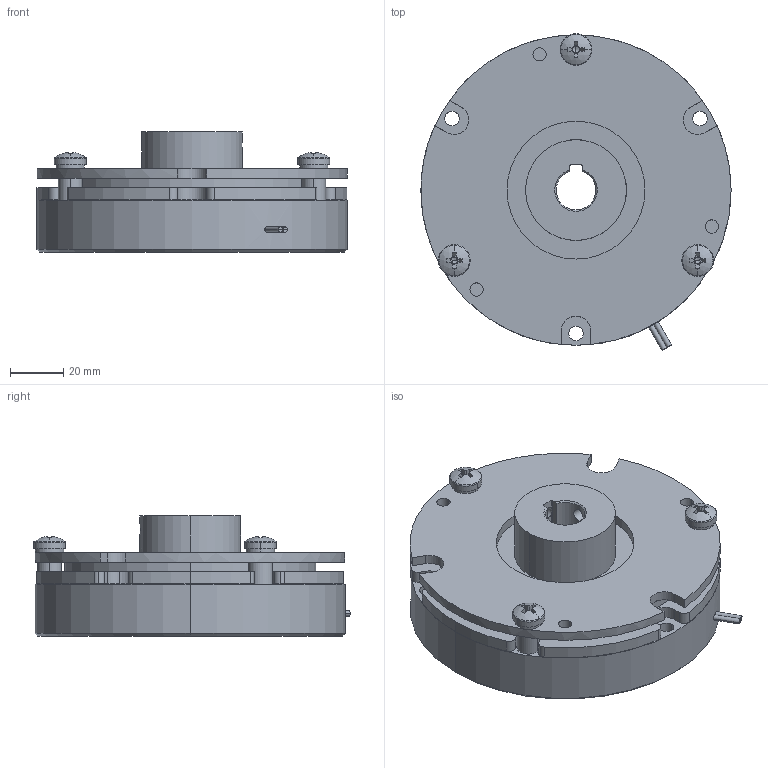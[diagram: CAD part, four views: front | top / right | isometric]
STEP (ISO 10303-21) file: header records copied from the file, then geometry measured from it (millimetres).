
FILE_DESCRIPTION (( 'STEP AP203' ), '1' );
FILE_NAME ('RNB 1.6ZG-N_23779300_乾式負作動電磁ブレーキ組立.STEP', '2016-07-15T01:30:59', ( ' ' ), ( '' ), 'SwSTEP 2.0', 'SolidWorks 2009', '' );
FILE_SCHEMA (( 'CONFIG_CONTROL_DESIGN' ));
Length unit declared in the file: millimetre
Products named in the file (1): RNB 1.6ZG-N_23779300_乾式負作動電磁ブレーキ組立
Bounding box: 117 x 119.37 x 45.3 mm (x, y, z)
Volume: 289370.5 mm3; surface area: 77544.3 mm2
Topology: 1 solids, 1 shells, 345 faces, 859 edges, 535 vertices
Faces by surface type: plane 151, cylinder 136, cone 34, torus 18, sphere 6
Entity records: 10624 total; most frequent: CARTESIAN_POINT 2086, DIRECTION 1911, ORIENTED_EDGE 1682, EDGE_CURVE 841, AXIS2_PLACEMENT_3D 766, VERTEX_POINT 535, CIRCLE 420, EDGE_LOOP 406
